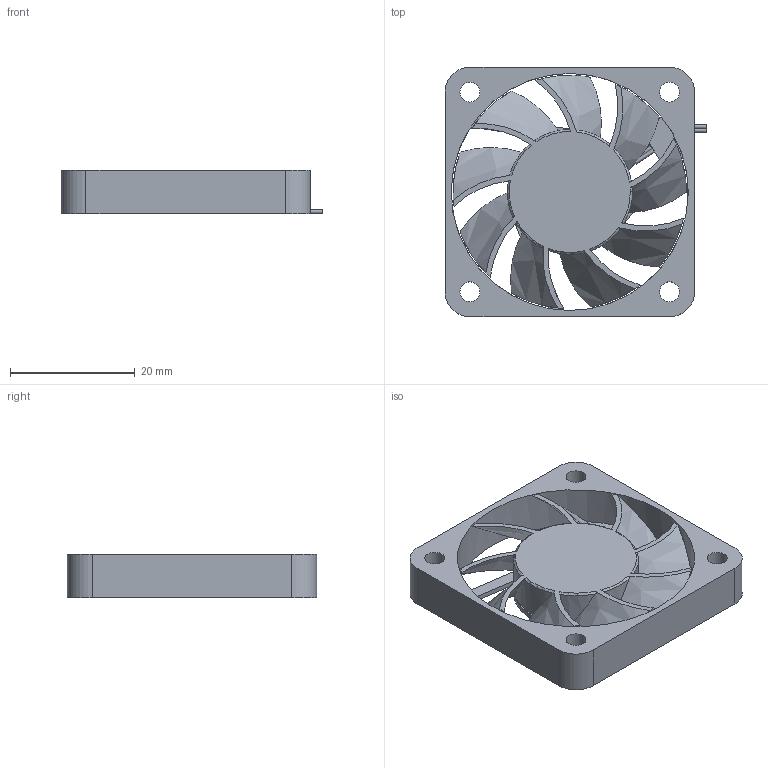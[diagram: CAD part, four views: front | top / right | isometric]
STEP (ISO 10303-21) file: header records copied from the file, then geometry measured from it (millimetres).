
FILE_DESCRIPTION(('FreeCAD Model'),'2;1');
FILE_NAME('Open CASCADE Shape Model','2021-08-16T19:59:50',('Author'),( ''),'Open CASCADE STEP processor 7.5','FreeCAD','Unknown');
FILE_SCHEMA(('AUTOMOTIVE_DESIGN { 1 0 10303 214 1 1 1 1 }'));
Length unit declared in the file: millimetre
Products named in the file (3): FAN_40x40x7mm; Blades; Housing
Assembly tree (2 placements, depth 2):
  FAN_40x40x7mm
    Blades
    Housing
Bounding box: 42 x 40 x 7 mm (x, y, z)
Volume: 4180.8 mm3; surface area: 6917.9 mm2
Topology: 2 solids, 2 shells, 107 faces, 343 edges, 233 vertices
Faces by surface type: plane 35, cylinder 28, bspline 27, torus 17
Full cylindrical faces by diameter (mm): 0.6 x4, 1 x1, 3 x1, 3.2 x4, 19 x1, 38 x1
Entity records: 11686 total; most frequent: CARTESIAN_POINT 8648, ORIENTED_EDGE 686, DIRECTION 586, EDGE_CURVE 343, AXIS2_PLACEMENT_3D 238, VERTEX_POINT 233, CIRCLE 151, FACE_BOUND 123
